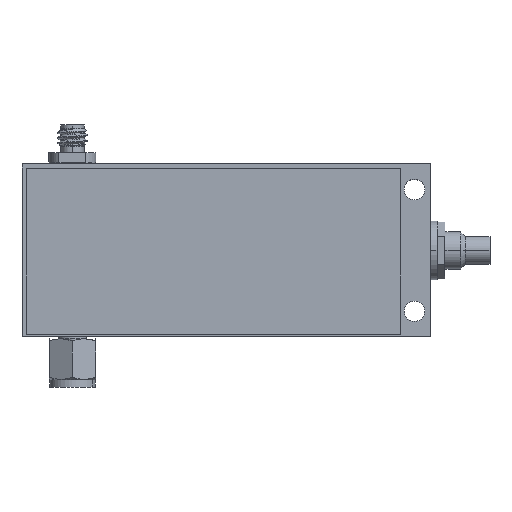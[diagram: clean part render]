
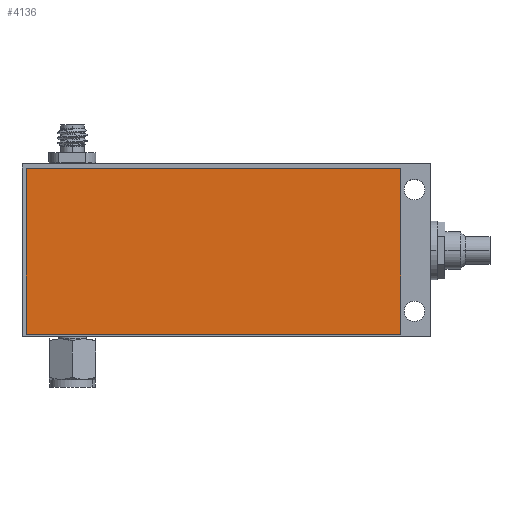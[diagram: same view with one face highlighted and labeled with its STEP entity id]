
A CAD part, top view. The second image highlights one B-rep face of the part: STEP entity #4136.
In plain terms, the highlighted planar face has unit normal (0, 0, 1).
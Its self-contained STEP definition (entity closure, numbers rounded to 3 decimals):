
#97 = CARTESIAN_POINT ( 'NONE',  ( 49.011, -0.606, -1.5 ) ) ;
#109 = DIRECTION ( 'NONE',  ( -1., 0., 0. ) ) ;
#336 = FACE_OUTER_BOUND ( 'NONE', #2947, .T. ) ;
#429 = VERTEX_POINT ( 'NONE', #1565 ) ;
#443 = LINE ( 'NONE', #1457, #2869 ) ;
#599 = ORIENTED_EDGE ( 'NONE', *, *, #4483, .F. ) ;
#745 = DIRECTION ( 'NONE',  ( 1., 0., 0. ) ) ;
#756 = DIRECTION ( 'NONE',  ( 0., 1., 0. ) ) ;
#985 = ORIENTED_EDGE ( 'NONE', *, *, #4493, .F. ) ;
#1031 = VERTEX_POINT ( 'NONE', #1815 ) ;
#1063 = EDGE_CURVE ( 'NONE', #3376, #1031, #2926, .T. ) ;
#1132 = ORIENTED_EDGE ( 'NONE', *, *, #3208, .F. ) ;
#1168 = CARTESIAN_POINT ( 'NONE',  ( 49.011, -22.031, -1.5 ) ) ;
#1390 = AXIS2_PLACEMENT_3D ( 'NONE', #1754, #2494, #2172 ) ;
#1457 = CARTESIAN_POINT ( 'NONE',  ( 0.541, -22.031, -1.5 ) ) ;
#1565 = CARTESIAN_POINT ( 'NONE',  ( 0.541, -0.606, -1.5 ) ) ;
#1754 = CARTESIAN_POINT ( 'NONE',  ( 0., 0., -1.5 ) ) ;
#1815 = CARTESIAN_POINT ( 'NONE',  ( 49.011, -22.031, -1.5 ) ) ;
#1827 = VECTOR ( 'NONE', #745, 1000. ) ;
#2172 = DIRECTION ( 'NONE',  ( 1., 0., 0. ) ) ;
#2182 = CARTESIAN_POINT ( 'NONE',  ( 0.541, -22.031, -1.5 ) ) ;
#2494 = DIRECTION ( 'NONE',  ( 0., 0., 1. ) ) ;
#2583 = DIRECTION ( 'NONE',  ( 0., -1., 0. ) ) ;
#2761 = PLANE ( 'NONE',  #1390 ) ;
#2869 = VECTOR ( 'NONE', #109, 1000. ) ;
#2926 = LINE ( 'NONE', #1168, #3223 ) ;
#2947 = EDGE_LOOP ( 'NONE', ( #1132, #599, #985, #3702 ) ) ;
#3167 = VECTOR ( 'NONE', #756, 1000. ) ;
#3208 = EDGE_CURVE ( 'NONE', #429, #3376, #4478, .T. ) ;
#3223 = VECTOR ( 'NONE', #2583, 1000. ) ;
#3376 = VERTEX_POINT ( 'NONE', #3611 ) ;
#3611 = CARTESIAN_POINT ( 'NONE',  ( 49.011, -0.606, -1.5 ) ) ;
#3631 = CARTESIAN_POINT ( 'NONE',  ( 0.541, -0.606, -1.5 ) ) ;
#3702 = ORIENTED_EDGE ( 'NONE', *, *, #1063, .F. ) ;
#4136 = ADVANCED_FACE ( 'NONE', ( #336 ), #2761, .T. ) ;
#4349 = LINE ( 'NONE', #3631, #3167 ) ;
#4478 = LINE ( 'NONE', #97, #1827 ) ;
#4483 = EDGE_CURVE ( 'NONE', #4498, #429, #4349, .T. ) ;
#4493 = EDGE_CURVE ( 'NONE', #1031, #4498, #443, .T. ) ;
#4498 = VERTEX_POINT ( 'NONE', #2182 ) ;
